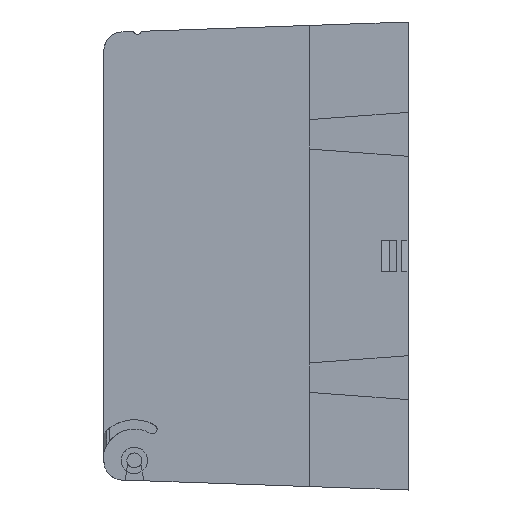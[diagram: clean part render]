
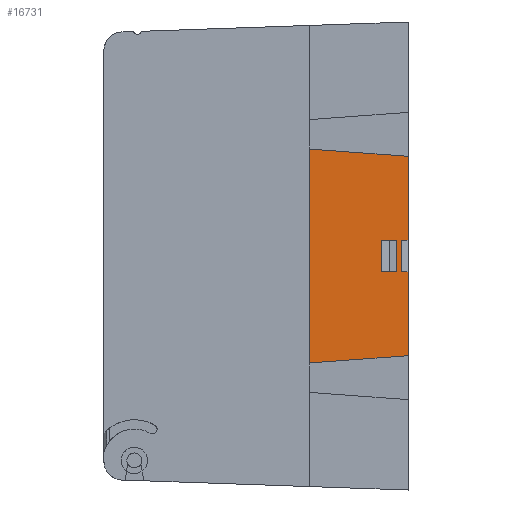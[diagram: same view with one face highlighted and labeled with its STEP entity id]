
A CAD part, left-side view. The second image highlights one B-rep face of the part: STEP entity #16731.
In plain terms, the highlighted planar face has unit normal (-1, 0, 0).
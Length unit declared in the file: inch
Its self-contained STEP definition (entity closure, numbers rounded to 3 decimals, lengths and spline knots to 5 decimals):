
#413 = ORIENTED_EDGE ( 'NONE', *, *, #13893, .F. ) ;
#792 = CARTESIAN_POINT ( 'NONE',  ( -0.9242, -1.555, 0.17 ) ) ;
#846 = DIRECTION ( 'NONE',  ( 0., 0., -1. ) ) ;
#948 = DIRECTION ( 'NONE',  ( 0., -0.997, 0.074 ) ) ;
#1055 = ORIENTED_EDGE ( 'NONE', *, *, #14316, .T. ) ;
#1327 = VERTEX_POINT ( 'NONE', #15372 ) ;
#1487 = VERTEX_POINT ( 'NONE', #13198 ) ;
#1668 = VERTEX_POINT ( 'NONE', #11487 ) ;
#1798 = CARTESIAN_POINT ( 'NONE',  ( -0.9242, -1.3934, 0.17 ) ) ;
#1979 = CARTESIAN_POINT ( 'NONE',  ( -0.9242, -1.675, -0.17 ) ) ;
#2012 = FACE_BOUND ( 'NONE', #13469, .T. ) ;
#2148 = ORIENTED_EDGE ( 'NONE', *, *, #16146, .T. ) ;
#2316 = DIRECTION ( 'NONE',  ( 0., 0., -1. ) ) ;
#2378 = DIRECTION ( 'NONE',  ( 0., 1., 0. ) ) ;
#2405 = VECTOR ( 'NONE', #14620, 39.37008 ) ;
#3160 = ORIENTED_EDGE ( 'NONE', *, *, #14154, .T. ) ;
#3414 = LINE ( 'NONE', #14268, #6629 ) ;
#3611 = AXIS2_PLACEMENT_3D ( 'NONE', #12423, #4281, #13815 ) ;
#4008 = CARTESIAN_POINT ( 'NONE',  ( -0.9242, -1.675, -1.065 ) ) ;
#4090 = VECTOR ( 'NONE', #11480, 39.37008 ) ;
#4138 = EDGE_CURVE ( 'NONE', #14307, #7673, #5228, .T. ) ;
#4150 = LINE ( 'NONE', #16170, #6067 ) ;
#4281 = DIRECTION ( 'NONE',  ( -1., 0., 0. ) ) ;
#4617 = VERTEX_POINT ( 'NONE', #14851 ) ;
#5101 = CARTESIAN_POINT ( 'NONE',  ( -0.9242, -0.87239, 1.12449 ) ) ;
#5228 = LINE ( 'NONE', #6300, #12440 ) ;
#5494 = LINE ( 'NONE', #17224, #15923 ) ;
#5680 = EDGE_LOOP ( 'NONE', ( #9195, #11761, #17329, #2148, #13203, #11921, #3160, #17394 ) ) ;
#5786 = VECTOR ( 'NONE', #2378, 39.37008 ) ;
#6041 = LINE ( 'NONE', #5101, #2405 ) ;
#6067 = VECTOR ( 'NONE', #10743, 39.37008 ) ;
#6220 = LINE ( 'NONE', #9105, #9824 ) ;
#6300 = CARTESIAN_POINT ( 'NONE',  ( -0.9242, -1.605, 0.17 ) ) ;
#6629 = VECTOR ( 'NONE', #948, 39.37008 ) ;
#6630 = CARTESIAN_POINT ( 'NONE',  ( -0.9242, -0.625, -1.14282 ) ) ;
#6670 = EDGE_CURVE ( 'NONE', #11086, #14307, #4150, .T. ) ;
#6702 = LINE ( 'NONE', #14914, #13924 ) ;
#6742 = VERTEX_POINT ( 'NONE', #4008 ) ;
#6800 = DIRECTION ( 'NONE',  ( 0., 0., 1. ) ) ;
#6953 = LINE ( 'NONE', #16923, #15234 ) ;
#7577 = DIRECTION ( 'NONE',  ( 0., 0., -1. ) ) ;
#7669 = CARTESIAN_POINT ( 'NONE',  ( -0.9242, -1.3934, -0.17 ) ) ;
#7673 = VERTEX_POINT ( 'NONE', #9398 ) ;
#8009 = ORIENTED_EDGE ( 'NONE', *, *, #14344, .T. ) ;
#8022 = EDGE_CURVE ( 'NONE', #6742, #1668, #6953, .T. ) ;
#8112 = ORIENTED_EDGE ( 'NONE', *, *, #16471, .F. ) ;
#8120 = DIRECTION ( 'NONE',  ( 0., 0., -1. ) ) ;
#8210 = LINE ( 'NONE', #1798, #11807 ) ;
#8802 = FACE_OUTER_BOUND ( 'NONE', #5680, .T. ) ;
#9105 = CARTESIAN_POINT ( 'NONE',  ( -0.9242, -1.555, 0.17 ) ) ;
#9195 = ORIENTED_EDGE ( 'NONE', *, *, #6670, .F. ) ;
#9292 = CARTESIAN_POINT ( 'NONE',  ( -0.9242, -1.3934, 0.17 ) ) ;
#9345 = CARTESIAN_POINT ( 'NONE',  ( -0.9242, -1.675, 1.065 ) ) ;
#9397 = LINE ( 'NONE', #7669, #5786 ) ;
#9398 = CARTESIAN_POINT ( 'NONE',  ( -0.9242, -1.605, -0.17 ) ) ;
#9824 = VECTOR ( 'NONE', #2316, 39.37008 ) ;
#9954 = DIRECTION ( 'NONE',  ( 0., 1., 0. ) ) ;
#10743 = DIRECTION ( 'NONE',  ( 0., 1., 0. ) ) ;
#11003 = EDGE_CURVE ( 'NONE', #1487, #15590, #6041, .T. ) ;
#11086 = VERTEX_POINT ( 'NONE', #12169 ) ;
#11312 = LINE ( 'NONE', #1979, #4090 ) ;
#11480 = DIRECTION ( 'NONE',  ( 0., 1., 0. ) ) ;
#11487 = CARTESIAN_POINT ( 'NONE',  ( -0.9242, -1.675, -0.17 ) ) ;
#11529 = VERTEX_POINT ( 'NONE', #792 ) ;
#11761 = ORIENTED_EDGE ( 'NONE', *, *, #12402, .T. ) ;
#11807 = VECTOR ( 'NONE', #9954, 39.37008 ) ;
#11921 = ORIENTED_EDGE ( 'NONE', *, *, #8022, .T. ) ;
#12169 = CARTESIAN_POINT ( 'NONE',  ( -0.9242, -1.675, 0.17 ) ) ;
#12402 = EDGE_CURVE ( 'NONE', #11086, #15590, #6702, .T. ) ;
#12423 = CARTESIAN_POINT ( 'NONE',  ( -0.9242, -0.625, -2.21333 ) ) ;
#12440 = VECTOR ( 'NONE', #7577, 39.37008 ) ;
#12621 = LINE ( 'NONE', #17722, #16271 ) ;
#13198 = CARTESIAN_POINT ( 'NONE',  ( -0.9242, -0.625, 1.14282 ) ) ;
#13203 = ORIENTED_EDGE ( 'NONE', *, *, #14811, .T. ) ;
#13469 = EDGE_LOOP ( 'NONE', ( #8112, #1055, #8009, #413 ) ) ;
#13470 = VERTEX_POINT ( 'NONE', #9292 ) ;
#13815 = DIRECTION ( 'NONE',  ( 0., 0., 1. ) ) ;
#13893 = EDGE_CURVE ( 'NONE', #13470, #4617, #12621, .T. ) ;
#13924 = VECTOR ( 'NONE', #6800, 39.37008 ) ;
#14154 = EDGE_CURVE ( 'NONE', #1668, #7673, #11312, .T. ) ;
#14268 = CARTESIAN_POINT ( 'NONE',  ( -0.9242, -1.675, -1.065 ) ) ;
#14307 = VERTEX_POINT ( 'NONE', #17327 ) ;
#14316 = EDGE_CURVE ( 'NONE', #11529, #1327, #6220, .T. ) ;
#14344 = EDGE_CURVE ( 'NONE', #1327, #4617, #9397, .T. ) ;
#14620 = DIRECTION ( 'NONE',  ( 0., -0.997, -0.074 ) ) ;
#14811 = EDGE_CURVE ( 'NONE', #16063, #6742, #3414, .T. ) ;
#14851 = CARTESIAN_POINT ( 'NONE',  ( -0.9242, -1.3934, -0.17 ) ) ;
#14914 = CARTESIAN_POINT ( 'NONE',  ( -0.9242, -1.675, -2.25 ) ) ;
#15102 = PLANE ( 'NONE',  #3611 ) ;
#15234 = VECTOR ( 'NONE', #16989, 39.37008 ) ;
#15372 = CARTESIAN_POINT ( 'NONE',  ( -0.9242, -1.555, -0.17 ) ) ;
#15590 = VERTEX_POINT ( 'NONE', #9345 ) ;
#15923 = VECTOR ( 'NONE', #846, 39.37008 ) ;
#16063 = VERTEX_POINT ( 'NONE', #6630 ) ;
#16146 = EDGE_CURVE ( 'NONE', #1487, #16063, #5494, .T. ) ;
#16170 = CARTESIAN_POINT ( 'NONE',  ( -0.9242, -1.675, 0.17 ) ) ;
#16271 = VECTOR ( 'NONE', #8120, 39.37008 ) ;
#16471 = EDGE_CURVE ( 'NONE', #11529, #13470, #8210, .T. ) ;
#16731 = ADVANCED_FACE ( 'NONE', ( #8802, #2012 ), #15102, .T. ) ;
#16923 = CARTESIAN_POINT ( 'NONE',  ( -0.9242, -1.675, -2.25 ) ) ;
#16989 = DIRECTION ( 'NONE',  ( 0., 0., 1. ) ) ;
#17224 = CARTESIAN_POINT ( 'NONE',  ( -0.9242, -0.625, 2.21333 ) ) ;
#17327 = CARTESIAN_POINT ( 'NONE',  ( -0.9242, -1.605, 0.17 ) ) ;
#17329 = ORIENTED_EDGE ( 'NONE', *, *, #11003, .F. ) ;
#17394 = ORIENTED_EDGE ( 'NONE', *, *, #4138, .F. ) ;
#17722 = CARTESIAN_POINT ( 'NONE',  ( -0.9242, -1.3934, 0.17 ) ) ;
